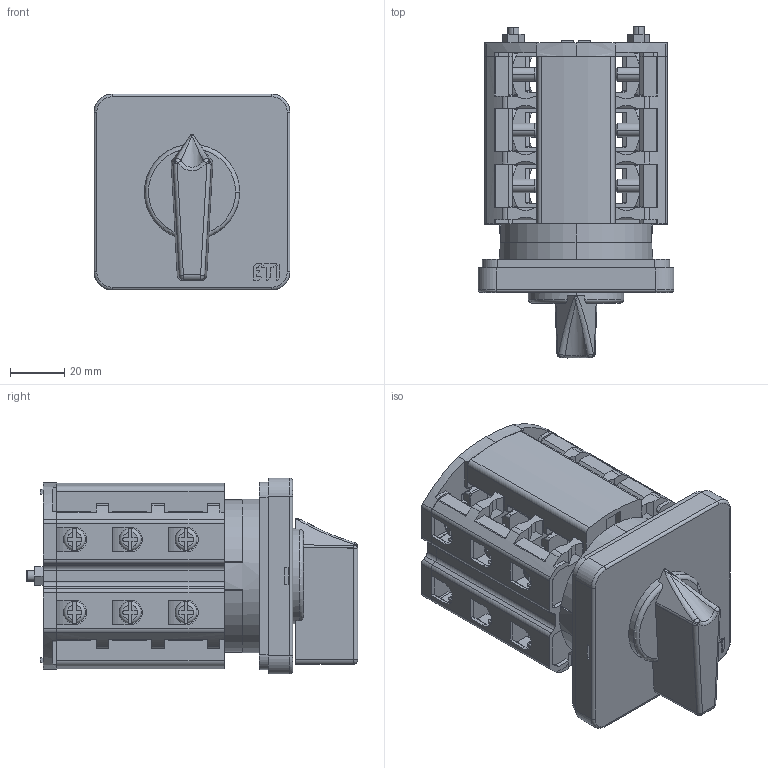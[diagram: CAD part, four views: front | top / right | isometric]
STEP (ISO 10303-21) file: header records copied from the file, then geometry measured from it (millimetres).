
FILE_DESCRIPTION((''),'2;1');
FILE_NAME('A1_ASM','2021-12-07T',('marketing.praksa'),('Audax d.o.o.'),'CREO PARAMETRIC BY PTC INC, 2017480','CREO PARAMETRIC BY PTC INC, 2017480','');
FILE_SCHEMA(('AUTOMOTIVE_DESIGN { 1 0 10303 214 1 1 1 1 }'));
Length unit declared in the file: millimetre
Products named in the file (43): IMPORTED3_1_2_1; IMPORTED17_1_2_1; IMPORTED18_1_2_3_1; IMPORTED4_1_2_1; IMPORTED12_1_2_3_1; PP_ASM_1_ASM; JK_ASM; IMPORTED6_1_2_1; IMPORTED14_1_2_3_1; IMPORTED8_1_2_1; IMPORTED13_1_2_3_1; IMPORTED7_1_2_1; IMPORTED9_1_2_1; IMPORTED5_1_2_1; IMPORTED10_1_2_3_1; IMPORTED6_1_2_1_1; IMPORTED14_1_2_3_1_1; IMPORTED8_1_2_1_1; IMPORTED13_1_2_3_1_1; IMPORTED7_1_2_1_1; IMPORTED9_1_2_1_1; IMPORTED6_1_2_1_1_1; IMPORTED14_1_2_3_1_1_1; IMPORTED8_1_2_1_1_1; IMPORTED13_1_2_3_1_1_1; IMPORTED7_1_2_1_1_1; IMPORTED11_1_2_1_1_1; IMPORTED9_1_2_1_1_1; IMPORTED5_1_2_1_1_1; IMPORTED10_1_2_3_1_1_1; IMPORTED5_1_2_1_1; IMPORTED10_1_2_3_1_1; OO_ASM_1_ASM; IMPORTED15_1_2_3_1; IMPORTED21_1_2_3_1; IMPORTED19_1_2_3_1; IMPORTED2_1; IMPORTED20_1_2_3_1; PRT9568_1_1; PRT9568_1_2 ...
Assembly tree (42 placements, depth 4):
  A1_ASM
    JK_ASM
      PP_ASM_1_ASM
        IMPORTED3_1_2_1
        IMPORTED17_1_2_1
        IMPORTED18_1_2_3_1
        IMPORTED4_1_2_1
        IMPORTED12_1_2_3_1
    OO_ASM_1_ASM
      IMPORTED6_1_2_1
      IMPORTED14_1_2_3_1
      IMPORTED8_1_2_1
      IMPORTED13_1_2_3_1
      IMPORTED7_1_2_1
      IMPORTED9_1_2_1
      IMPORTED5_1_2_1
      IMPORTED10_1_2_3_1
      IMPORTED6_1_2_1_1
      IMPORTED14_1_2_3_1_1
      IMPORTED8_1_2_1_1
      IMPORTED13_1_2_3_1_1
      IMPORTED7_1_2_1_1
      IMPORTED9_1_2_1_1
      IMPORTED6_1_2_1_1_1
      IMPORTED14_1_2_3_1_1_1
      IMPORTED8_1_2_1_1_1
      IMPORTED13_1_2_3_1_1_1
      IMPORTED7_1_2_1_1_1
      IMPORTED11_1_2_1_1_1
      IMPORTED9_1_2_1_1_1
      IMPORTED5_1_2_1_1_1
      IMPORTED10_1_2_3_1_1_1
      IMPORTED5_1_2_1_1
      IMPORTED10_1_2_3_1_1
    IMPORTED15_1_2_3_1
    IMPORTED21_1_2_3_1
    IMPORTED19_1_2_3_1
    IMPORTED2_1
    IMPORTED20_1_2_3_1
    PRT9568_1_ASM
      PRT9568_1_1
      PRT9568_1_2
      PRT9568_1_3
Bounding box: 72 x 121.97 x 72 mm (x, y, z)
Volume: 179369.8 mm3; surface area: 139862 mm2
Topology: 38 solids, 38 shells, 3954 faces, 10795 edges, 7015 vertices
Faces by surface type: plane 2081, cylinder 1553, torus 177, bspline 85, cone 52, sphere 6
Entity records: 165703 total; most frequent: CARTESIAN_POINT 28374, ORIENTED_EDGE 21576, DIRECTION 21332, PRESENTATION_STYLE_ASSIGNMENT 10870, STYLED_ITEM 10870, CURVE_STYLE 10788, EDGE_CURVE 10788, AXIS2_PLACEMENT_3D 7197
